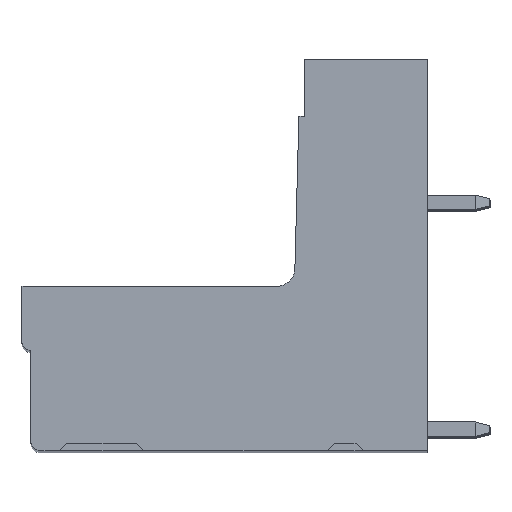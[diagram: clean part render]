
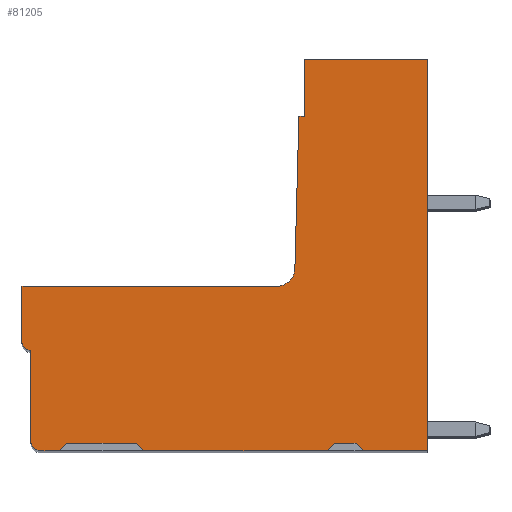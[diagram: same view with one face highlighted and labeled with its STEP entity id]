
A CAD part, top view. The second image highlights one B-rep face of the part: STEP entity #81205.
In plain terms, the highlighted planar face has unit normal (0, 0, 1).
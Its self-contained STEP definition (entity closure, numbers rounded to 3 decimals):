
#583=DIRECTION('',(-1.,0.,0.));
#584=VECTOR('',#583,6.9);
#585=CARTESIAN_POINT('',(0.006,21.9,-89.343));
#586=LINE('',#585,#584);
#12929=DIRECTION('',(0.,-1.,0.));
#12930=VECTOR('',#12929,3.2);
#12931=CARTESIAN_POINT('',(-6.894,21.9,-89.343));
#12932=LINE('',#12931,#12930);
#12937=DIRECTION('',(-1.,0.,0.));
#12938=VECTOR('',#12937,0.3);
#12939=CARTESIAN_POINT('',(-6.894,18.7,-89.343));
#12940=LINE('',#12939,#12938);
#13299=DIRECTION('',(-1.,0.,0.));
#13300=VECTOR('',#13299,14.277);
#13301=CARTESIAN_POINT('',(-8.417,9.2,-89.343));
#13302=LINE('',#13301,#13300);
#24911=DIRECTION('',(0.,-1.,0.));
#24912=VECTOR('',#24911,5.1);
#24913=CARTESIAN_POINT('',(-22.194,5.6,-89.343));
#24914=LINE('',#24913,#24912);
#24951=DIRECTION('',(1.,0.,0.));
#24952=VECTOR('',#24951,1.1);
#24953=CARTESIAN_POINT('',(-21.694,0.,-89.343));
#24954=LINE('',#24953,#24952);
#24959=DIRECTION('',(1.,0.,0.));
#24960=VECTOR('',#24959,10.3);
#24961=CARTESIAN_POINT('',(-15.894,0.,-89.343));
#24962=LINE('',#24961,#24960);
#24971=DIRECTION('',(1.,0.,0.));
#24972=VECTOR('',#24971,3.6);
#24973=CARTESIAN_POINT('',(-3.594,0.,
-89.343));
#24974=LINE('',#24973,#24972);
#25082=DIRECTION('',(-0.707,0.707,0.));
#25083=VECTOR('',#25082,0.566);
#25084=CARTESIAN_POINT('',(-15.894,0.,-89.343));
#25085=LINE('',#25084,#25083);
#25086=DIRECTION('',(-0.707,-0.707,0.));
#25087=VECTOR('',#25086,0.566);
#25088=CARTESIAN_POINT('',(-20.194,0.4,-89.343));
#25089=LINE('',#25088,#25087);
#25090=CARTESIAN_POINT('',(-21.694,0.5,-89.343));
#25091=DIRECTION('',(0.,0.,-1.));
#25092=DIRECTION('',(0.,-1.,0.));
#25093=AXIS2_PLACEMENT_3D('',#25090,#25091,#25092);
#25095=CARTESIAN_POINT('',(-22.194,6.1,-89.343));
#25096=DIRECTION('',(0.,0.,-1.));
#25097=DIRECTION('',(0.,-1.,0.));
#25098=AXIS2_PLACEMENT_3D('',#25095,#25096,#25097);
#25100=DIRECTION('',(0.,1.,0.));
#25101=VECTOR('',#25100,3.1);
#25102=CARTESIAN_POINT('',(-22.694,6.1,
-89.343));
#25103=LINE('',#25102,#25101);
#25104=CARTESIAN_POINT('',(-8.417,10.2,-89.343));
#25105=DIRECTION('',(0.,0.,1.));
#25106=DIRECTION('',(0.,-1.,0.));
#25107=AXIS2_PLACEMENT_3D('',#25104,#25105,#25106);
#25109=DIRECTION('',(0.026,1.,0.));
#25110=VECTOR('',#25109,8.529);
#25111=CARTESIAN_POINT('',(-7.417,10.174,
-89.343));
#25112=LINE('',#25111,#25110);
#25113=DIRECTION('',(0.,-1.,0.));
#25114=VECTOR('',#25113,21.9);
#25115=CARTESIAN_POINT('',(0.006,21.9,-89.343));
#25116=LINE('',#25115,#25114);
#25117=DIRECTION('',(-0.707,0.707,0.));
#25118=VECTOR('',#25117,0.566);
#25119=CARTESIAN_POINT('',(-3.594,0.,
-89.343));
#25120=LINE('',#25119,#25118);
#25121=DIRECTION('',(-0.707,-0.707,
0.));
#25122=VECTOR('',#25121,0.566);
#25123=CARTESIAN_POINT('',(-5.194,0.4,-89.343));
#25124=LINE('',#25123,#25122);
#25145=DIRECTION('',(1.,0.,0.));
#25146=VECTOR('',#25145,3.9);
#25147=CARTESIAN_POINT('',(-20.194,0.4,-89.343));
#25148=LINE('',#25147,#25146);
#25177=DIRECTION('',(1.,0.,0.));
#25178=VECTOR('',#25177,1.2);
#25179=CARTESIAN_POINT('',(-5.194,0.4,-89.343));
#25180=LINE('',#25179,#25178);
#34860=CARTESIAN_POINT('',(0.006,21.9,-89.343));
#34861=CARTESIAN_POINT('',(0.006,0.,-89.343));
#34862=VERTEX_POINT('',#34860);
#34863=VERTEX_POINT('',#34861);
#34880=CARTESIAN_POINT('',(-6.894,21.9,-89.343));
#34881=VERTEX_POINT('',#34880);
#35092=CARTESIAN_POINT('',(-6.894,18.7,-89.343));
#35093=VERTEX_POINT('',#35092);
#35094=CARTESIAN_POINT('',(-7.194,18.7,-89.343));
#35095=VERTEX_POINT('',#35094);
#35096=CARTESIAN_POINT('',(-7.417,10.174,
-89.343));
#35097=VERTEX_POINT('',#35096);
#35098=CARTESIAN_POINT('',(-8.417,9.2,-89.343));
#35099=VERTEX_POINT('',#35098);
#35100=CARTESIAN_POINT('',(-22.694,9.2,-89.343));
#35101=VERTEX_POINT('',#35100);
#35299=CARTESIAN_POINT('',(-15.894,0.,-89.343));
#35300=CARTESIAN_POINT('',(-5.594,0.,-89.343));
#35301=VERTEX_POINT('',#35299);
#35302=VERTEX_POINT('',#35300);
#35303=CARTESIAN_POINT('',(-16.294,0.4,
-89.343));
#35304=VERTEX_POINT('',#35303);
#35305=CARTESIAN_POINT('',(-20.194,0.4,-89.343));
#35306=VERTEX_POINT('',#35305);
#35307=CARTESIAN_POINT('',(-20.594,0.,-89.343));
#35308=VERTEX_POINT('',#35307);
#35309=CARTESIAN_POINT('',(-21.694,0.,-89.343));
#35310=VERTEX_POINT('',#35309);
#35311=CARTESIAN_POINT('',(-22.194,0.5,
-89.343));
#35312=VERTEX_POINT('',#35311);
#35313=CARTESIAN_POINT('',(-22.194,5.6,-89.343));
#35314=VERTEX_POINT('',#35313);
#35315=CARTESIAN_POINT('',(-22.694,6.1,
-89.343));
#35316=VERTEX_POINT('',#35315);
#35317=CARTESIAN_POINT('',(-3.594,0.,
-89.343));
#35318=VERTEX_POINT('',#35317);
#35319=CARTESIAN_POINT('',(-3.994,0.4,-89.343));
#35320=VERTEX_POINT('',#35319);
#35321=CARTESIAN_POINT('',(-5.194,0.4,-89.343));
#35322=VERTEX_POINT('',#35321);
#81172=CARTESIAN_POINT('',(-21.694,0.5,-89.343));
#81173=DIRECTION('',(0.,0.,-1.));
#81174=DIRECTION('',(-1.,0.,0.));
#81175=AXIS2_PLACEMENT_3D('',#81172,#81173,#81174);
#81176=PLANE('',#81175);
#81177=ORIENTED_EDGE('',*,*,#81019,.F.);
#81179=ORIENTED_EDGE('',*,*,#81178,.T.);
#81181=ORIENTED_EDGE('',*,*,#81180,.F.);
#81183=ORIENTED_EDGE('',*,*,#81182,.T.);
#81184=ORIENTED_EDGE('',*,*,#81011,.F.);
#81185=ORIENTED_EDGE('',*,*,#80981,.T.);
#81186=ORIENTED_EDGE('',*,*,#80966,.F.);
#81187=ORIENTED_EDGE('',*,*,#80951,.T.);
#81188=ORIENTED_EDGE('',*,*,#80936,.T.);
#81189=ORIENTED_EDGE('',*,*,#63893,.F.);
#81190=ORIENTED_EDGE('',*,*,#63878,.T.);
#81191=ORIENTED_EDGE('',*,*,#63863,.T.);
#81192=ORIENTED_EDGE('',*,*,#63848,.F.);
#81193=ORIENTED_EDGE('',*,*,#63833,.F.);
#81194=ORIENTED_EDGE('',*,*,#45696,.F.);
#81195=ORIENTED_EDGE('',*,*,#45391,.T.);
#81196=ORIENTED_EDGE('',*,*,#81027,.F.);
#81198=ORIENTED_EDGE('',*,*,#81197,.T.);
#81200=ORIENTED_EDGE('',*,*,#81199,.F.);
#81202=ORIENTED_EDGE('',*,*,#81201,.T.);
#81203=EDGE_LOOP('',(#81177,#81179,#81181,#81183,#81184,#81185,#81186,#81187,
#81188,#81189,#81190,#81191,#81192,#81193,#81194,#81195,#81196,#81198,#81200,
#81202));
#81204=FACE_OUTER_BOUND('',#81203,.F.);
#81205=ADVANCED_FACE('',(#81204),#81176,.F.);
#25094=CIRCLE('',#25093,0.5);
#25099=CIRCLE('',#25098,0.5);
#25108=CIRCLE('',#25107,1.);
#45391=EDGE_CURVE('',#34862,#34863,#25116,.T.);
#45696=EDGE_CURVE('',#34862,#34881,#586,.T.);
#63833=EDGE_CURVE('',#34881,#35093,#12932,.T.);
#63848=EDGE_CURVE('',#35093,#35095,#12940,.T.);
#63863=EDGE_CURVE('',#35097,#35095,#25112,.T.);
#63878=EDGE_CURVE('',#35099,#35097,#25108,.T.);
#63893=EDGE_CURVE('',#35099,#35101,#13302,.T.);
#80936=EDGE_CURVE('',#35316,#35101,#25103,.T.);
#80951=EDGE_CURVE('',#35314,#35316,#25099,.T.);
#80966=EDGE_CURVE('',#35314,#35312,#24914,.T.);
#80981=EDGE_CURVE('',#35310,#35312,#25094,.T.);
#81011=EDGE_CURVE('',#35310,#35308,#24954,.T.);
#81019=EDGE_CURVE('',#35301,#35302,#24962,.T.);
#81027=EDGE_CURVE('',#35318,#34863,#24974,.T.);
#81178=EDGE_CURVE('',#35301,#35304,#25085,.T.);
#81180=EDGE_CURVE('',#35306,#35304,#25148,.T.);
#81182=EDGE_CURVE('',#35306,#35308,#25089,.T.);
#81197=EDGE_CURVE('',#35318,#35320,#25120,.T.);
#81199=EDGE_CURVE('',#35322,#35320,#25180,.T.);
#81201=EDGE_CURVE('',#35322,#35302,#25124,.T.);
